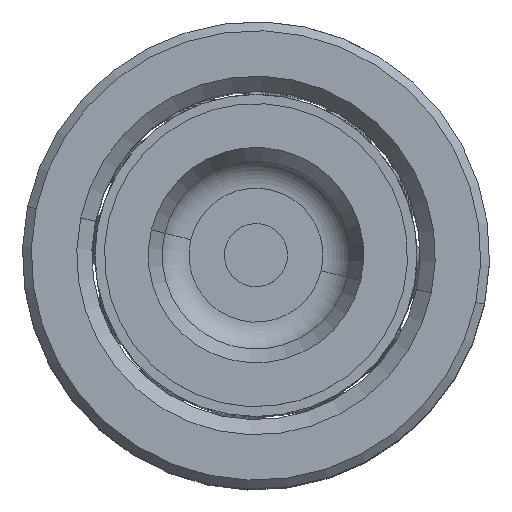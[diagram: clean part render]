
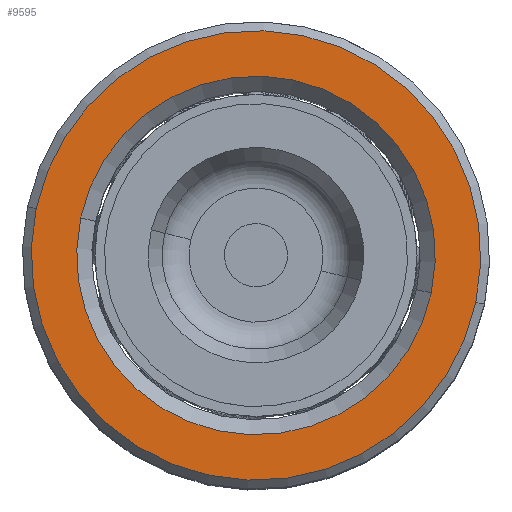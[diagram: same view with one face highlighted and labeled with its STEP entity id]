
A CAD part, top view. The second image highlights one B-rep face of the part: STEP entity #9595.
In plain terms, the highlighted planar face has unit normal (0, 0, 1).
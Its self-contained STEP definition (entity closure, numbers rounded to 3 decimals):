
#112 = VERTEX_POINT ( 'NONE', #17449 ) ;
#4355 = DIRECTION ( 'NONE',  ( 1., 0., 0. ) ) ;
#4756 = VERTEX_POINT ( 'NONE', #23007 ) ;
#4889 = EDGE_CURVE ( 'NONE', #11455, #21318, #13021, .T. ) ;
#4912 = CIRCLE ( 'NONE', #5677, 17.8 ) ;
#5432 = CARTESIAN_POINT ( 'NONE',  ( -14.2, 0., 50. ) ) ;
#5677 = AXIS2_PLACEMENT_3D ( 'NONE', #18886, #20907, #7362 ) ;
#6088 = FACE_BOUND ( 'NONE', #14412, .T. ) ;
#7362 = DIRECTION ( 'NONE',  ( 1., 0., 0. ) ) ;
#7746 = DIRECTION ( 'NONE',  ( 0., 0., -1. ) ) ;
#7777 = CARTESIAN_POINT ( 'NONE',  ( 0., 0., 50. ) ) ;
#7828 = CARTESIAN_POINT ( 'NONE',  ( 0., 0., 50. ) ) ;
#7933 = EDGE_CURVE ( 'NONE', #21318, #11455, #24480, .T. ) ;
#8883 = CIRCLE ( 'NONE', #13649, 17.8 ) ;
#9167 = ORIENTED_EDGE ( 'NONE', *, *, #21326, .T. ) ;
#9595 = ADVANCED_FACE ( 'NONE', ( #9953, #6088 ), #11970, .T. ) ;
#9818 = DIRECTION ( 'NONE',  ( 1., 0., 0. ) ) ;
#9953 = FACE_OUTER_BOUND ( 'NONE', #13181, .T. ) ;
#10604 = AXIS2_PLACEMENT_3D ( 'NONE', #20671, #13239, #14841 ) ;
#11455 = VERTEX_POINT ( 'NONE', #20302 ) ;
#11677 = DIRECTION ( 'NONE',  ( 0., 0., 1. ) ) ;
#11970 = PLANE ( 'NONE',  #17533 ) ;
#12833 = ORIENTED_EDGE ( 'NONE', *, *, #7933, .T. ) ;
#13021 = CIRCLE ( 'NONE', #20570, 14.2 ) ;
#13181 = EDGE_LOOP ( 'NONE', ( #9167, #20727 ) ) ;
#13239 = DIRECTION ( 'NONE',  ( 0., 0., -1. ) ) ;
#13446 = ORIENTED_EDGE ( 'NONE', *, *, #4889, .T. ) ;
#13649 = AXIS2_PLACEMENT_3D ( 'NONE', #7828, #11677, #9818 ) ;
#13658 = DIRECTION ( 'NONE',  ( 0., 0., 1. ) ) ;
#14380 = EDGE_CURVE ( 'NONE', #112, #4756, #8883, .T. ) ;
#14412 = EDGE_LOOP ( 'NONE', ( #13446, #12833 ) ) ;
#14841 = DIRECTION ( 'NONE',  ( 1., 0., 0. ) ) ;
#17449 = CARTESIAN_POINT ( 'NONE',  ( 17.8, 0., 50. ) ) ;
#17533 = AXIS2_PLACEMENT_3D ( 'NONE', #7777, #13658, #4355 ) ;
#17715 = DIRECTION ( 'NONE',  ( 1., 0., 0. ) ) ;
#18886 = CARTESIAN_POINT ( 'NONE',  ( 0., 0., 50. ) ) ;
#19463 = CARTESIAN_POINT ( 'NONE',  ( 0., 0., 50. ) ) ;
#20302 = CARTESIAN_POINT ( 'NONE',  ( 14.2, 0., 50. ) ) ;
#20570 = AXIS2_PLACEMENT_3D ( 'NONE', #19463, #7746, #17715 ) ;
#20671 = CARTESIAN_POINT ( 'NONE',  ( 0., 0., 50. ) ) ;
#20727 = ORIENTED_EDGE ( 'NONE', *, *, #14380, .T. ) ;
#20907 = DIRECTION ( 'NONE',  ( 0., 0., 1. ) ) ;
#21318 = VERTEX_POINT ( 'NONE', #5432 ) ;
#21326 = EDGE_CURVE ( 'NONE', #4756, #112, #4912, .T. ) ;
#23007 = CARTESIAN_POINT ( 'NONE',  ( -17.8, 0., 50. ) ) ;
#24480 = CIRCLE ( 'NONE', #10604, 14.2 ) ;
